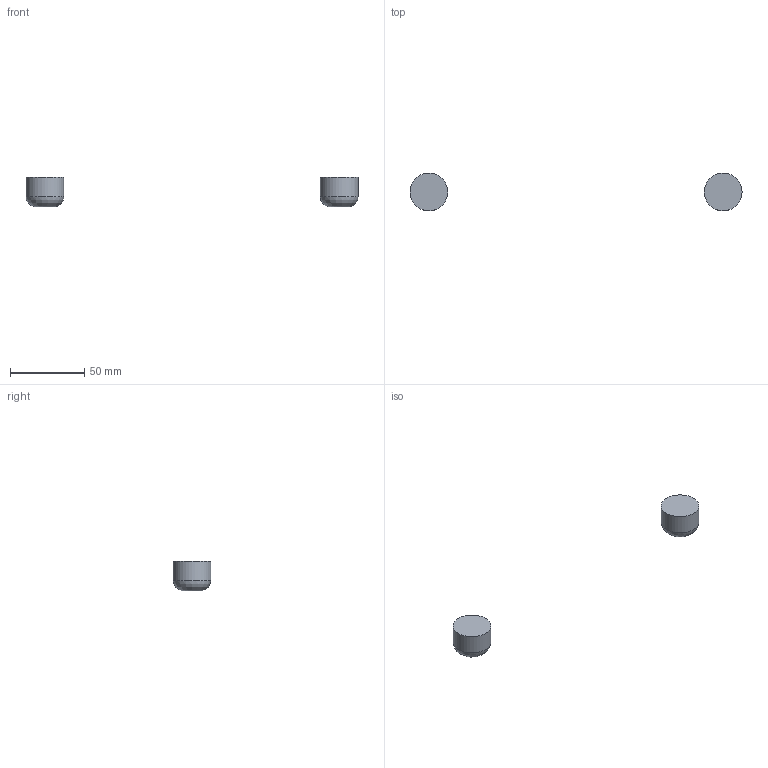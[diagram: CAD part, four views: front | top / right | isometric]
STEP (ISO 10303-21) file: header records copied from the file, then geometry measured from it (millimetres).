
FILE_DESCRIPTION(('Open CASCADE Model'),'2;1');
FILE_NAME('feet','2025-09-02T23:42:51',('Author'),('Open CASCADE'), 'Open CASCADE STEP processor 7.8','build123d','Unknown');
FILE_SCHEMA(('AUTOMOTIVE_DESIGN { 1 0 10303 214 1 1 1 1 }'));
Length unit declared in the file: millimetre
Products named in the file (1): feet
Bounding box: 223.52 x 25.4 x 20 mm (x, y, z)
Volume: 18924.6 mm3; surface area: 4722.5 mm2
Topology: 2 solids, 2 shells, 8 faces, 10 edges, 6 vertices
Faces by surface type: plane 4, cylinder 2, revolution 2
Full cylindrical faces by diameter (mm): 25.4 x2
Entity records: 340 total; most frequent: CARTESIAN_POINT 73, DIRECTION 50, ORIENTED_EDGE 20, PCURVE 20, DEFINITIONAL_REPRESENTATION 20, AXIS2_PLACEMENT_3D 15, LINE 14, VECTOR 14
